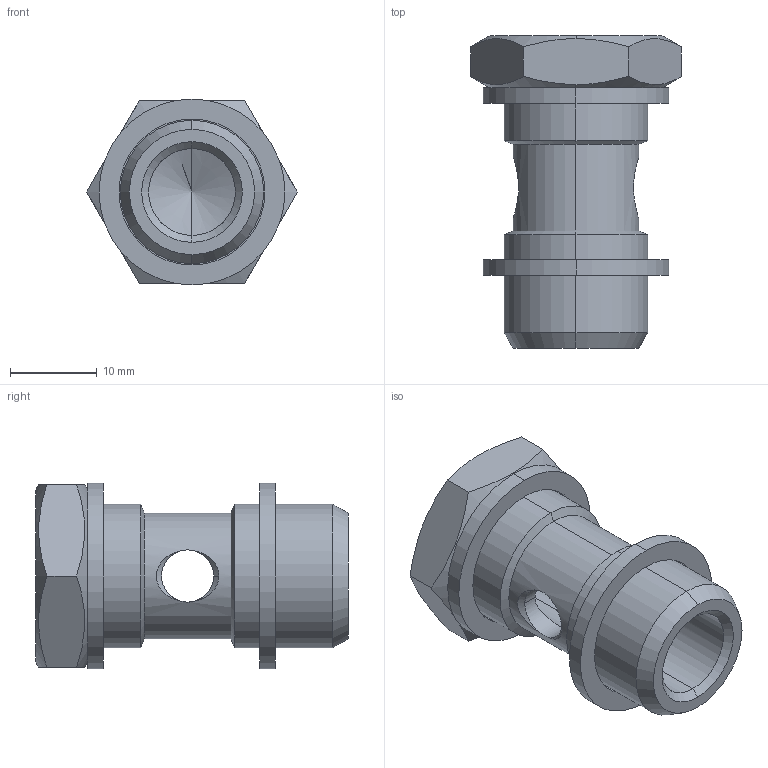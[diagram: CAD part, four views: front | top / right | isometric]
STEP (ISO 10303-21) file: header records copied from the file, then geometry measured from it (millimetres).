
FILE_DESCRIPTION (( 'STEP AP203' ), '1' );
FILE_NAME ('X0210003.STEP', '2011-11-08T09:04:49', ( 'Flavio' ), ( '' ), 'SwSTEP 2.0', 'SolidWorks 2011', '' );
FILE_SCHEMA (( 'CONFIG_CONTROL_DESIGN' ));
Length unit declared in the file: millimetre
Products named in the file (1): X0210003
Bounding box: 24.25 x 36 x 21.4 mm (x, y, z)
Volume: 6037.1 mm3; surface area: 4523.8 mm2
Topology: 3 solids, 3 shells, 53 faces, 122 edges, 75 vertices
Faces by surface type: cylinder 20, cone 20, plane 13
Entity records: 1905 total; most frequent: CARTESIAN_POINT 643, DIRECTION 246, ORIENTED_EDGE 240, EDGE_CURVE 120, AXIS2_PLACEMENT_3D 102, VERTEX_POINT 75, EDGE_LOOP 63, ADVANCED_FACE 53
